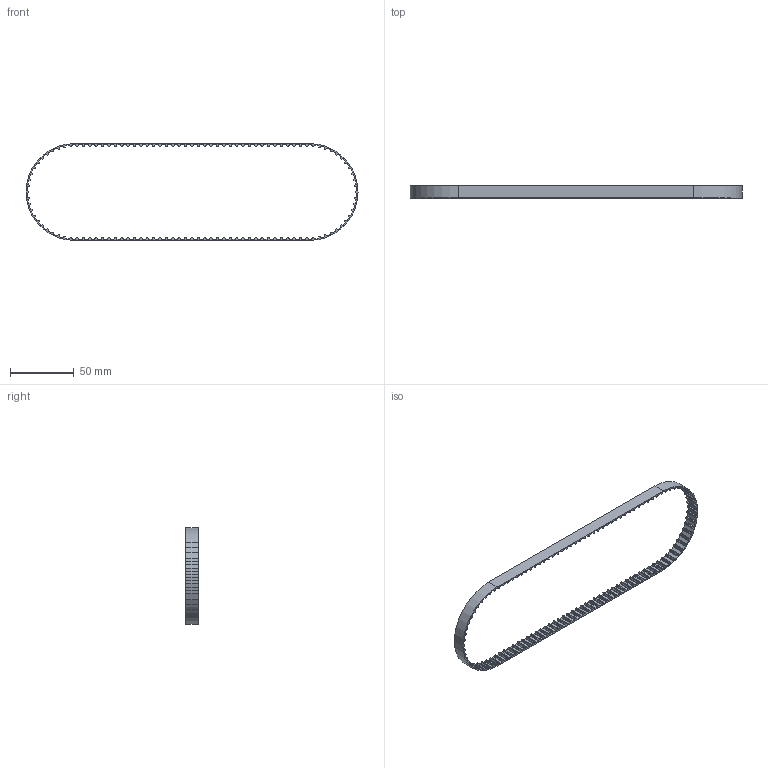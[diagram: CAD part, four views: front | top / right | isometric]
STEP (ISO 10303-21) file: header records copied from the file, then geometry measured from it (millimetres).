
FILE_DESCRIPTION (( 'STEP AP214' ), '1' );
FILE_NAME ('240XL037NG.step', '2015-04-08T23:04:23', ( '' ), ( '' ), 'SwSTEP 2.0', 'SolidWorks 2014', '' );
FILE_SCHEMA (( 'AUTOMOTIVE_DESIGN' ));
Length unit declared in the file: inch
Products named in the file (1): 240XL037NG
Bounding box: 261.31 x 9.53 x 76.2 mm (x, y, z)
Volume: 8022.8 mm3; surface area: 14841.1 mm2
Topology: 1 solids, 1 shells, 1000 faces, 2994 edges, 1996 vertices
Faces by surface type: cylinder 560, plane 440
Entity records: 34122 total; most frequent: DIRECTION 6116, CARTESIAN_POINT 5991, ORIENTED_EDGE 5988, EDGE_CURVE 2994, AXIS2_PLACEMENT_3D 2121, VERTEX_POINT 1996, LINE 1874, VECTOR 1874
